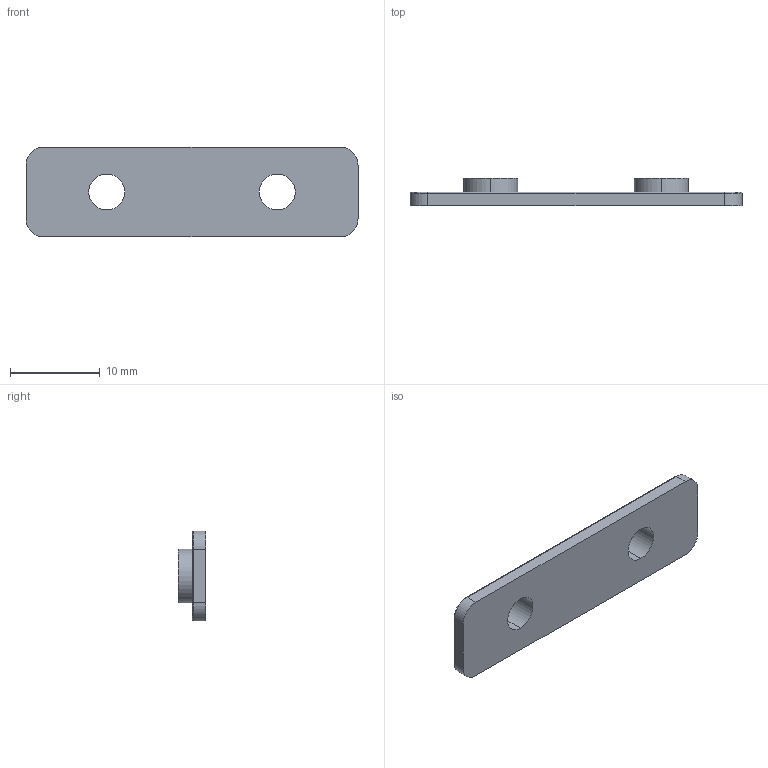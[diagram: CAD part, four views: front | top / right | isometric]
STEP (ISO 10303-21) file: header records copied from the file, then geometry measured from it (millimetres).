
FILE_DESCRIPTION (( 'STEP AP214' ), '1' );
FILE_NAME ('A127 Ïëîñêàÿ äâîéíàÿ Ò-ãàéêà Ì5, ïàç 6.STEP', '2021-03-22T10:46:28', ( 'Windows User' ), ( '' ), 'SwSTEP 2.0', 'SolidWorks 2020', '' );
FILE_SCHEMA (( 'AUTOMOTIVE_DESIGN' ));
Length unit declared in the file: millimetre
Products named in the file (1): A127 Ïëîñêàÿ äâîéíàÿ Ò-ãàéêà Ì5, ïàç 6
Bounding box: 37 x 3.1 x 10 mm (x, y, z)
Volume: 562.2 mm3; surface area: 953.1 mm2
Topology: 1 solids, 1 shells, 28 faces, 64 edges, 40 vertices
Faces by surface type: cylinder 16, plane 8, torus 4
Entity records: 886 total; most frequent: DIRECTION 158, CARTESIAN_POINT 133, ORIENTED_EDGE 128, AXIS2_PLACEMENT_3D 65, EDGE_CURVE 64, VERTEX_POINT 40, CIRCLE 36, EDGE_LOOP 34
